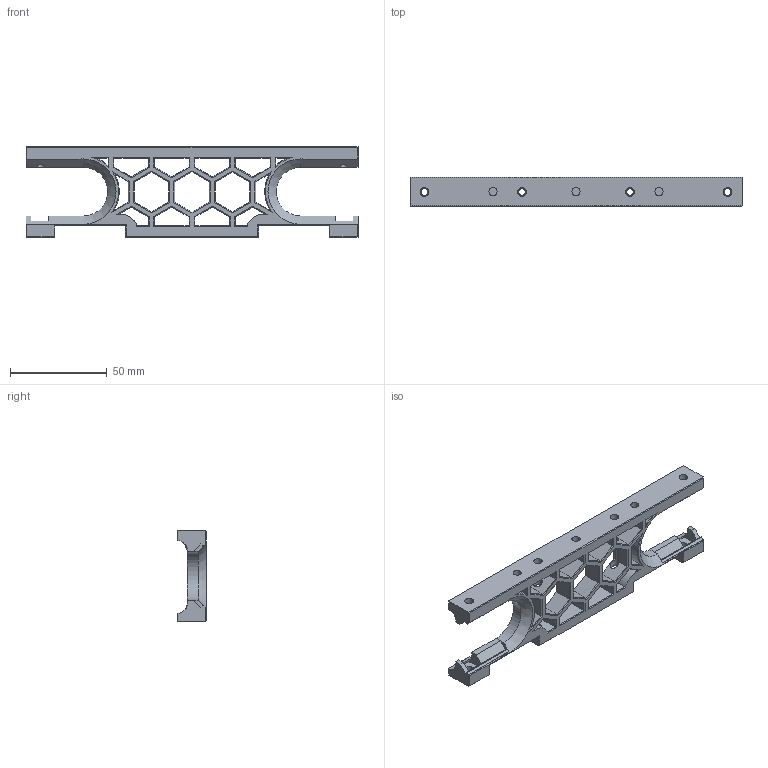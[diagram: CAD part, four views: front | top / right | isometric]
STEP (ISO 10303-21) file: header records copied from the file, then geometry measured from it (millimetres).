
FILE_DESCRIPTION (( 'STEP AP214' ), '1' );
FILE_NAME ('new_front_skirt.STEP', '2021-08-08T09:06:37', ( '' ), ( '' ), 'SwSTEP 2.0', 'SolidWorks 2021', '' );
FILE_SCHEMA (( 'AUTOMOTIVE_DESIGN' ));
Length unit declared in the file: millimetre
Products named in the file (1): new_front_skirt
Bounding box: 171.95 x 15 x 47 mm (x, y, z)
Volume: 39842 mm3; surface area: 23131.3 mm2
Topology: 1 solids, 1 shells, 276 faces, 755 edges, 470 vertices
Faces by surface type: plane 227, cylinder 39, cone 10
Entity records: 8755 total; most frequent: CARTESIAN_POINT 1707, ORIENTED_EDGE 1510, DIRECTION 1365, EDGE_CURVE 755, VECTOR 609, LINE 609, VERTEX_POINT 470, AXIS2_PLACEMENT_3D 378
